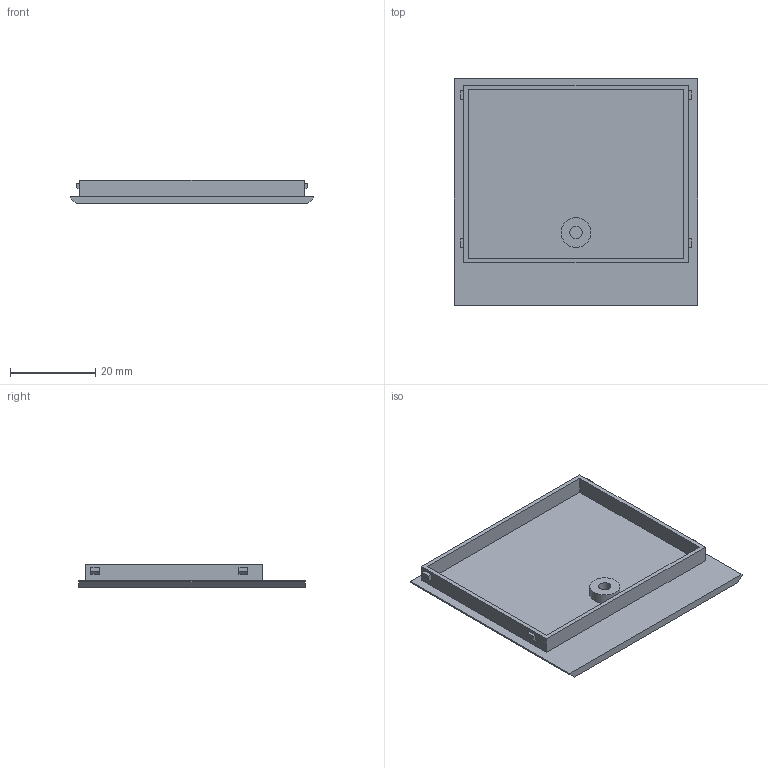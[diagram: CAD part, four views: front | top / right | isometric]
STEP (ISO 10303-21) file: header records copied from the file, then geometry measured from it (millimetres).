
FILE_DESCRIPTION(('FreeCAD Model'),'2;1');
FILE_NAME('Open CASCADE Shape Model','2025-09-14T23:10:42',(''),(''), 'Open CASCADE STEP processor 7.8','FreeCAD','Unknown');
FILE_SCHEMA(('AUTOMOTIVE_DESIGN { 1 0 10303 214 1 1 1 1 }'));
Length unit declared in the file: millimetre
Products named in the file (1): front
Bounding box: 57 x 53 x 5.6 mm (x, y, z)
Volume: 5635.8 mm3; surface area: 7873 mm2
Topology: 1 solids, 1 shells, 46 faces, 108 edges, 72 vertices
Faces by surface type: plane 44, cylinder 2
Full cylindrical faces by diameter (mm): 2.9 x1, 7 x1
Entity records: 1318 total; most frequent: CARTESIAN_POINT 227, ORIENTED_EDGE 216, DIRECTION 206, EDGE_CURVE 108, LINE 104, VECTOR 104, VERTEX_POINT 72, FACE_BOUND 54
